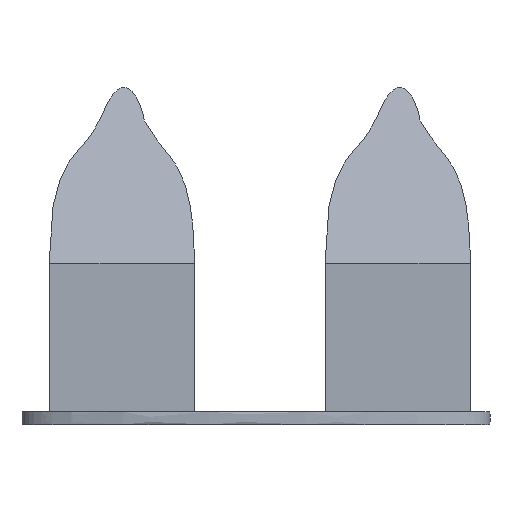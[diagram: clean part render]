
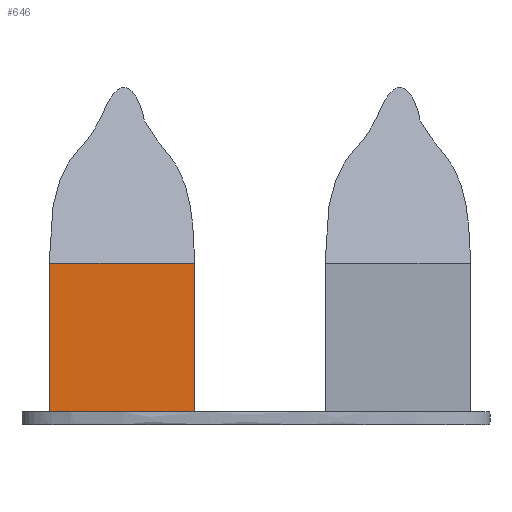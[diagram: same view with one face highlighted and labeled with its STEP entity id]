
A CAD part, front view. The second image highlights one B-rep face of the part: STEP entity #646.
In plain terms, the highlighted planar face has unit normal (0, -1, 0).
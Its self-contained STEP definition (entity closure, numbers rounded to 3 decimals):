
#77 = PLANE('',#78);
#78 = AXIS2_PLACEMENT_3D('',#79,#80,#81);
#79 = CARTESIAN_POINT('',(-2.809,3.923,3.));
#80 = DIRECTION('',(0.,0.,1.));
#81 = DIRECTION('',(1.,0.,0.));
#370 = EDGE_CURVE('',#371,#373,#375,.T.);
#371 = VERTEX_POINT('',#372);
#372 = CARTESIAN_POINT('',(-18.,-5.,3.));
#373 = VERTEX_POINT('',#374);
#374 = CARTESIAN_POINT('',(-52.,-5.,3.));
#375 = SURFACE_CURVE('',#376,(#380,#386),.PCURVE_S1.);
#376 = LINE('',#377,#378);
#377 = CARTESIAN_POINT('',(-27.404,-5.,3.));
#378 = VECTOR('',#379,1.);
#379 = DIRECTION('',(-1.,0.,0.));
#380 = PCURVE('',#77,#381);
#381 = DEFINITIONAL_REPRESENTATION('',(#382),#385);
#382 = B_SPLINE_CURVE_WITH_KNOTS('',1,(#383,#384),.UNSPECIFIED.,.F.,.F.,
  (2,2),(-9.404,24.596),.PIECEWISE_BEZIER_KNOTS.);
#383 = CARTESIAN_POINT('',(-15.191,-8.923));
#384 = CARTESIAN_POINT('',(-49.191,-8.923));
#385 = ( GEOMETRIC_REPRESENTATION_CONTEXT(2) 
PARAMETRIC_REPRESENTATION_CONTEXT() REPRESENTATION_CONTEXT('2D SPACE',''
  ) );
#386 = PCURVE('',#387,#392);
#387 = PLANE('',#388);
#388 = AXIS2_PLACEMENT_3D('',#389,#390,#391);
#389 = CARTESIAN_POINT('',(-52.,-5.,0.));
#390 = DIRECTION('',(0.,1.,0.));
#391 = DIRECTION('',(1.,0.,0.));
#392 = DEFINITIONAL_REPRESENTATION('',(#393),#396);
#393 = B_SPLINE_CURVE_WITH_KNOTS('',1,(#394,#395),.UNSPECIFIED.,.F.,.F.,
  (2,2),(-9.404,24.596),.PIECEWISE_BEZIER_KNOTS.);
#394 = CARTESIAN_POINT('',(34.,-3.));
#395 = CARTESIAN_POINT('',(0.,-3.));
#396 = ( GEOMETRIC_REPRESENTATION_CONTEXT(2) 
PARAMETRIC_REPRESENTATION_CONTEXT() REPRESENTATION_CONTEXT('2D SPACE',''
  ) );
#413 = PLANE('',#414);
#414 = AXIS2_PLACEMENT_3D('',#415,#416,#417);
#415 = CARTESIAN_POINT('',(-52.,-1.,0.));
#416 = DIRECTION('',(1.,0.,0.));
#417 = DIRECTION('',(0.,-1.,0.));
#463 = PLANE('',#464);
#464 = AXIS2_PLACEMENT_3D('',#465,#466,#467);
#465 = CARTESIAN_POINT('',(-18.,-5.,0.));
#466 = DIRECTION('',(-1.,0.,0.));
#467 = DIRECTION('',(0.,1.,0.));
#646 = ADVANCED_FACE('',(#647),#387,.F.);
#647 = FACE_BOUND('',#648,.F.);
#648 = EDGE_LOOP('',(#649,#650,#673,#701));
#649 = ORIENTED_EDGE('',*,*,#370,.T.);
#650 = ORIENTED_EDGE('',*,*,#651,.T.);
#651 = EDGE_CURVE('',#373,#652,#654,.T.);
#652 = VERTEX_POINT('',#653);
#653 = CARTESIAN_POINT('',(-52.,-5.,38.));
#654 = SURFACE_CURVE('',#655,(#659,#666),.PCURVE_S1.);
#655 = LINE('',#656,#657);
#656 = CARTESIAN_POINT('',(-52.,-5.,0.));
#657 = VECTOR('',#658,1.);
#658 = DIRECTION('',(0.,0.,1.));
#659 = PCURVE('',#387,#660);
#660 = DEFINITIONAL_REPRESENTATION('',(#661),#665);
#661 = LINE('',#662,#663);
#662 = CARTESIAN_POINT('',(0.,0.));
#663 = VECTOR('',#664,1.);
#664 = DIRECTION('',(0.,-1.));
#665 = ( GEOMETRIC_REPRESENTATION_CONTEXT(2) 
PARAMETRIC_REPRESENTATION_CONTEXT() REPRESENTATION_CONTEXT('2D SPACE',''
  ) );
#666 = PCURVE('',#413,#667);
#667 = DEFINITIONAL_REPRESENTATION('',(#668),#672);
#668 = LINE('',#669,#670);
#669 = CARTESIAN_POINT('',(4.,0.));
#670 = VECTOR('',#671,1.);
#671 = DIRECTION('',(0.,-1.));
#672 = ( GEOMETRIC_REPRESENTATION_CONTEXT(2) 
PARAMETRIC_REPRESENTATION_CONTEXT() REPRESENTATION_CONTEXT('2D SPACE',''
  ) );
#673 = ORIENTED_EDGE('',*,*,#674,.T.);
#674 = EDGE_CURVE('',#652,#675,#677,.T.);
#675 = VERTEX_POINT('',#676);
#676 = CARTESIAN_POINT('',(-18.,-5.,38.));
#677 = SURFACE_CURVE('',#678,(#682,#689),.PCURVE_S1.);
#678 = LINE('',#679,#680);
#679 = CARTESIAN_POINT('',(-52.,-5.,38.));
#680 = VECTOR('',#681,1.);
#681 = DIRECTION('',(1.,0.,0.));
#682 = PCURVE('',#387,#683);
#683 = DEFINITIONAL_REPRESENTATION('',(#684),#688);
#684 = LINE('',#685,#686);
#685 = CARTESIAN_POINT('',(0.,-38.));
#686 = VECTOR('',#687,1.);
#687 = DIRECTION('',(1.,0.));
#688 = ( GEOMETRIC_REPRESENTATION_CONTEXT(2) 
PARAMETRIC_REPRESENTATION_CONTEXT() REPRESENTATION_CONTEXT('2D SPACE',''
  ) );
#689 = PCURVE('',#690,#695);
#690 = PLANE('',#691);
#691 = AXIS2_PLACEMENT_3D('',#692,#693,#694);
#692 = CARTESIAN_POINT('',(-35.,-3.,38.));
#693 = DIRECTION('',(0.,0.,1.));
#694 = DIRECTION('',(1.,0.,0.));
#695 = DEFINITIONAL_REPRESENTATION('',(#696),#700);
#696 = LINE('',#697,#698);
#697 = CARTESIAN_POINT('',(-17.,-2.));
#698 = VECTOR('',#699,1.);
#699 = DIRECTION('',(1.,0.));
#700 = ( GEOMETRIC_REPRESENTATION_CONTEXT(2) 
PARAMETRIC_REPRESENTATION_CONTEXT() REPRESENTATION_CONTEXT('2D SPACE',''
  ) );
#701 = ORIENTED_EDGE('',*,*,#702,.F.);
#702 = EDGE_CURVE('',#371,#675,#703,.T.);
#703 = SURFACE_CURVE('',#704,(#708,#715),.PCURVE_S1.);
#704 = LINE('',#705,#706);
#705 = CARTESIAN_POINT('',(-18.,-5.,0.));
#706 = VECTOR('',#707,1.);
#707 = DIRECTION('',(0.,0.,1.));
#708 = PCURVE('',#387,#709);
#709 = DEFINITIONAL_REPRESENTATION('',(#710),#714);
#710 = LINE('',#711,#712);
#711 = CARTESIAN_POINT('',(34.,0.));
#712 = VECTOR('',#713,1.);
#713 = DIRECTION('',(0.,-1.));
#714 = ( GEOMETRIC_REPRESENTATION_CONTEXT(2) 
PARAMETRIC_REPRESENTATION_CONTEXT() REPRESENTATION_CONTEXT('2D SPACE',''
  ) );
#715 = PCURVE('',#463,#716);
#716 = DEFINITIONAL_REPRESENTATION('',(#717),#721);
#717 = LINE('',#718,#719);
#718 = CARTESIAN_POINT('',(0.,0.));
#719 = VECTOR('',#720,1.);
#720 = DIRECTION('',(0.,-1.));
#721 = ( GEOMETRIC_REPRESENTATION_CONTEXT(2) 
PARAMETRIC_REPRESENTATION_CONTEXT() REPRESENTATION_CONTEXT('2D SPACE',''
  ) );
